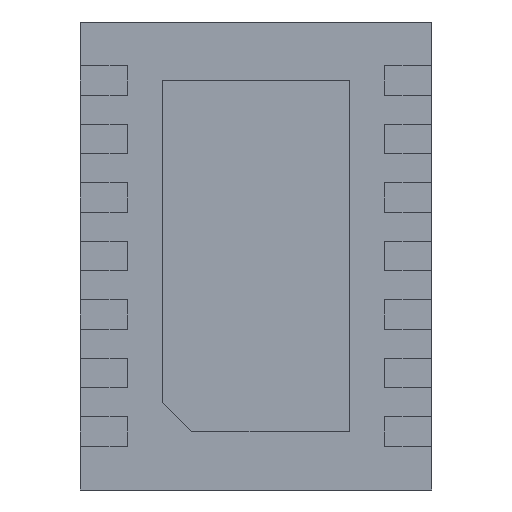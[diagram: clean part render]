
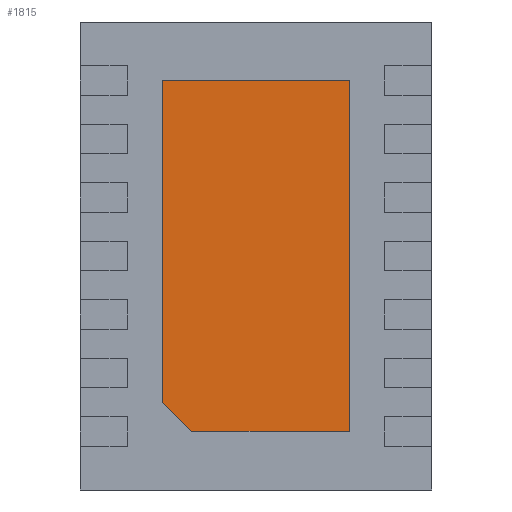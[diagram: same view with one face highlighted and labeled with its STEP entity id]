
A CAD part, front view. The second image highlights one B-rep face of the part: STEP entity #1815.
In plain terms, the highlighted planar face has unit normal (0, -1, 0).
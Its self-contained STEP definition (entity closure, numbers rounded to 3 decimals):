
#244 = ORIENTED_EDGE ( 'NONE', *, *, #1435, .F. ) ;
#249 = EDGE_CURVE ( 'NONE', #2690, #4264, #1023, .T. ) ;
#373 = DIRECTION ( 'NONE',  ( -1., 0., 0. ) ) ;
#443 = CARTESIAN_POINT ( 'NONE',  ( 0.8, 0., -1.5 ) ) ;
#489 = EDGE_CURVE ( 'NONE', #2527, #4264, #498, .T. ) ;
#498 = LINE ( 'NONE', #1194, #1235 ) ;
#505 = CARTESIAN_POINT ( 'NONE',  ( -0.55, 0., -1.5 ) ) ;
#996 = CARTESIAN_POINT ( 'NONE',  ( -0.8, 0., -1.25 ) ) ;
#1007 = VERTEX_POINT ( 'NONE', #1876 ) ;
#1023 = LINE ( 'NONE', #1092, #1033 ) ;
#1033 = VECTOR ( 'NONE', #373, 1000. ) ;
#1092 = CARTESIAN_POINT ( 'NONE',  ( 0.8, 0., -1.5 ) ) ;
#1194 = CARTESIAN_POINT ( 'NONE',  ( -1.025, 0., -1.025 ) ) ;
#1235 = VECTOR ( 'NONE', #2704, 1000. ) ;
#1435 = EDGE_CURVE ( 'NONE', #1007, #2690, #4489, .T. ) ;
#1448 = LINE ( 'NONE', #4474, #1589 ) ;
#1518 = CARTESIAN_POINT ( 'NONE',  ( -0.8, 0., -1.5 ) ) ;
#1541 = ORIENTED_EDGE ( 'NONE', *, *, #489, .T. ) ;
#1589 = VECTOR ( 'NONE', #2591, 1000. ) ;
#1815 = ADVANCED_FACE ( 'NONE', ( #3631 ), #2934, .T. ) ;
#1851 = EDGE_CURVE ( 'NONE', #2527, #1971, #3054, .T. ) ;
#1853 = AXIS2_PLACEMENT_3D ( 'NONE', #4448, #4003, #4026 ) ;
#1876 = CARTESIAN_POINT ( 'NONE',  ( 0.8, 0., 1.5 ) ) ;
#1971 = VERTEX_POINT ( 'NONE', #2829 ) ;
#2089 = VECTOR ( 'NONE', #2317, 1000. ) ;
#2317 = DIRECTION ( 'NONE',  ( 0., 0., 1. ) ) ;
#2382 = ORIENTED_EDGE ( 'NONE', *, *, #1851, .F. ) ;
#2527 = VERTEX_POINT ( 'NONE', #996 ) ;
#2591 = DIRECTION ( 'NONE',  ( 1., 0., 0. ) ) ;
#2690 = VERTEX_POINT ( 'NONE', #443 ) ;
#2704 = DIRECTION ( 'NONE',  ( 0.707, 0., -0.707 ) ) ;
#2820 = DIRECTION ( 'NONE',  ( 0., 0., -1. ) ) ;
#2829 = CARTESIAN_POINT ( 'NONE',  ( -0.8, 0., 1.5 ) ) ;
#2934 = PLANE ( 'NONE',  #1853 ) ;
#3054 = LINE ( 'NONE', #1518, #2089 ) ;
#3145 = CARTESIAN_POINT ( 'NONE',  ( 0.8, 0., -1.5 ) ) ;
#3621 = VECTOR ( 'NONE', #2820, 1000. ) ;
#3631 = FACE_OUTER_BOUND ( 'NONE', #4347, .T. ) ;
#3843 = ORIENTED_EDGE ( 'NONE', *, *, #4031, .F. ) ;
#3866 = ORIENTED_EDGE ( 'NONE', *, *, #249, .F. ) ;
#4003 = DIRECTION ( 'NONE',  ( 0., -1., 0. ) ) ;
#4026 = DIRECTION ( 'NONE',  ( 0., 0., -1. ) ) ;
#4031 = EDGE_CURVE ( 'NONE', #1971, #1007, #1448, .T. ) ;
#4264 = VERTEX_POINT ( 'NONE', #505 ) ;
#4347 = EDGE_LOOP ( 'NONE', ( #2382, #1541, #3866, #244, #3843 ) ) ;
#4448 = CARTESIAN_POINT ( 'NONE',  ( 0., 0., 0. ) ) ;
#4474 = CARTESIAN_POINT ( 'NONE',  ( 0.8, 0., 1.5 ) ) ;
#4489 = LINE ( 'NONE', #3145, #3621 ) ;
